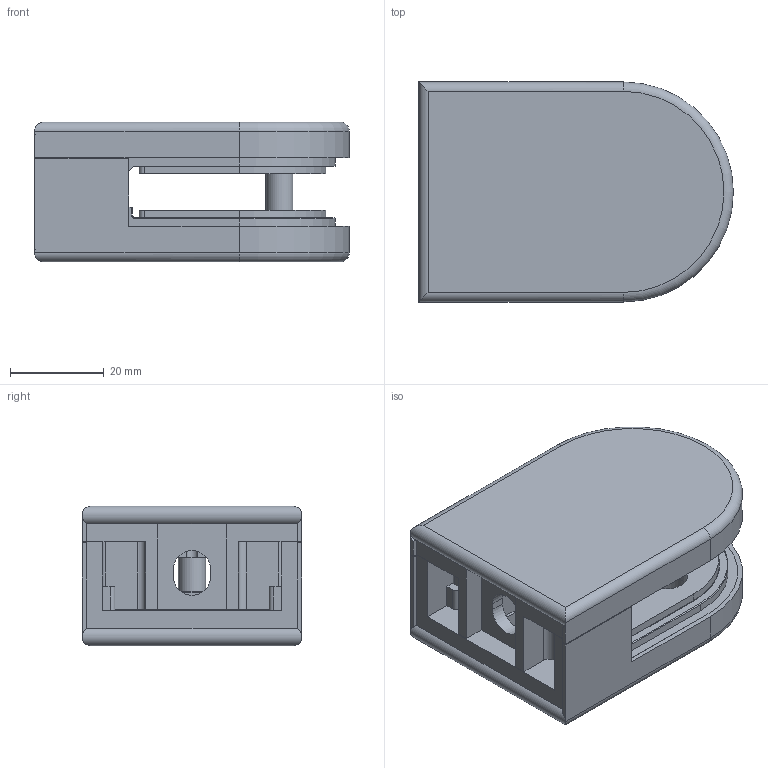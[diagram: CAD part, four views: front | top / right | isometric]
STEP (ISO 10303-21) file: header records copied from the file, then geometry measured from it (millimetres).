
FILE_DESCRIPTION(('STEP AP214'), '1');
FILE_NAME('àðò. KRT402', '2014-10-13T12:28:50', ('UNSPECIFIED'), ('UNSPECIFIED'), 'ASCON STEP Converter 1.3', 'ASCON Math Kernel', '');
FILE_SCHEMA(('AUTOMOTIVE_DESIGN { 1 0 10303 214 3 1 1}'));
Length unit declared in the file: millimetre
Products named in the file (7): àðò. KRT402
Assembly tree (7 placements, depth 2):
  àðò. KRT402
    (unnamed)
    (unnamed)
    (unnamed)
    (unnamed)
    (unnamed)  x2
    (unnamed)
Bounding box: 67 x 46.8 x 29.8 mm (x, y, z)
Volume: 54830.7 mm3; surface area: 43452.8 mm2
Topology: 7 solids, 7 shells, 265 faces, 647 edges, 408 vertices
Faces by surface type: plane 142, cylinder 102, torus 19, cone 2
Full cylindrical faces by diameter (mm): 5 x2, 5.8 x1, 6 x2, 7 x2, 9.5 x8, 10 x4, 12 x2
Entity records: 9759 total; most frequent: CARTESIAN_POINT 1339, DIRECTION 1279, ORIENTED_EDGE 1172, EDGE_CURVE 586, AXIS2_PLACEMENT_3D 443, LINE 393, VECTOR 393, VERTEX_POINT 382
